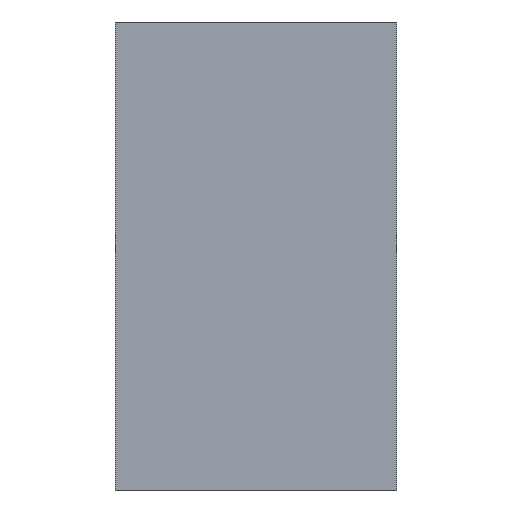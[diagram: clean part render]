
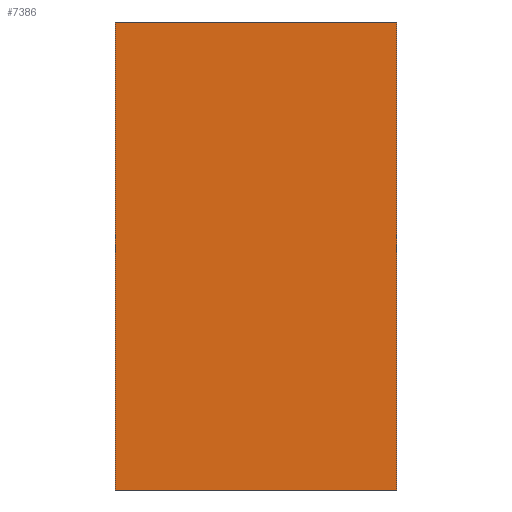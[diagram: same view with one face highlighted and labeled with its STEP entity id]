
A CAD part, front view. The second image highlights one B-rep face of the part: STEP entity #7386.
In plain terms, the highlighted planar face has unit normal (0, -1, 0).
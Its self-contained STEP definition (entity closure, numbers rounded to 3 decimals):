
#202=PLANE('',#8139);
#572=FACE_OUTER_BOUND('',#942,.T.);
#942=EDGE_LOOP('',(#6089,#6090,#6091,#6092));
#1676=LINE('',#12557,#2412);
#1677=LINE('',#12560,#2413);
#1678=LINE('',#12562,#2414);
#1679=LINE('',#12563,#2415);
#2412=VECTOR('',#10342,10.);
#2413=VECTOR('',#10345,10.);
#2414=VECTOR('',#10346,10.);
#2415=VECTOR('',#10347,10.);
#3517=VERTEX_POINT('',#12550);
#3520=VERTEX_POINT('',#12555);
#3521=VERTEX_POINT('',#12559);
#3522=VERTEX_POINT('',#12561);
#4620=EDGE_CURVE('',#3517,#3520,#1676,.T.);
#4621=EDGE_CURVE('',#3521,#3517,#1677,.T.);
#4622=EDGE_CURVE('',#3522,#3520,#1678,.T.);
#4623=EDGE_CURVE('',#3521,#3522,#1679,.T.);
#6089=ORIENTED_EDGE('',*,*,#4621,.T.);
#6090=ORIENTED_EDGE('',*,*,#4620,.T.);
#6091=ORIENTED_EDGE('',*,*,#4622,.F.);
#6092=ORIENTED_EDGE('',*,*,#4623,.F.);
#7386=ADVANCED_FACE('',(#572),#202,.T.);
#8139=AXIS2_PLACEMENT_3D('',#12558,#10343,#10344);
#10342=DIRECTION('',(0.,0.,1.));
#10343=DIRECTION('center_axis',(0.,-1.,0.));
#10344=DIRECTION('ref_axis',(1.,0.,0.));
#10345=DIRECTION('',(1.,0.,0.));
#10346=DIRECTION('',(1.,0.,0.));
#10347=DIRECTION('',(0.,0.,1.));
#12550=CARTESIAN_POINT('',(149.18,56.87,0.));
#12555=CARTESIAN_POINT('',(149.18,56.87,96.52));
#12557=CARTESIAN_POINT('',(149.18,56.87,0.));
#12558=CARTESIAN_POINT('Origin',(91.18,56.87,0.));
#12559=CARTESIAN_POINT('',(91.18,56.87,0.));
#12560=CARTESIAN_POINT('',(91.18,56.87,0.));
#12561=CARTESIAN_POINT('',(91.18,56.87,96.52));
#12562=CARTESIAN_POINT('',(91.18,56.87,96.52));
#12563=CARTESIAN_POINT('',(91.18,56.87,0.));
